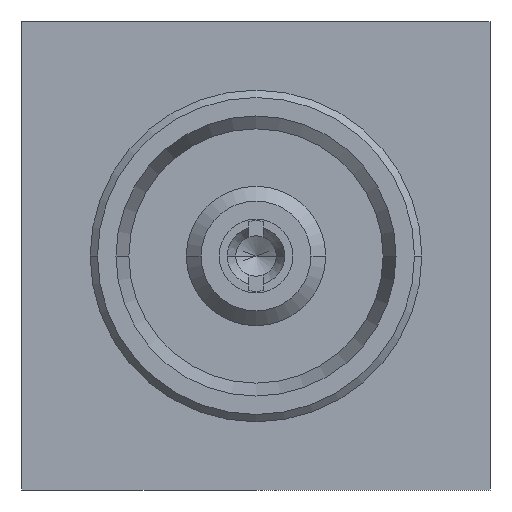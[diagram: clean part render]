
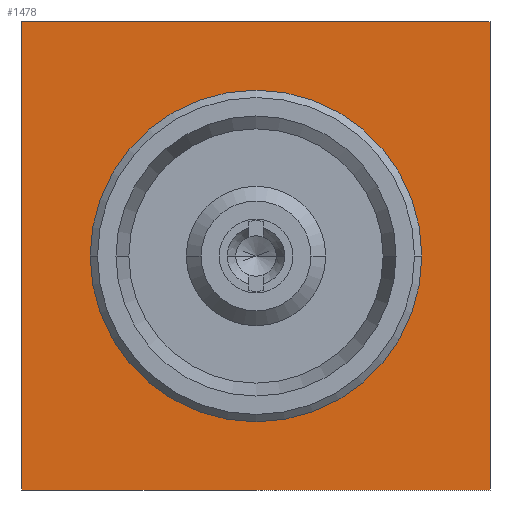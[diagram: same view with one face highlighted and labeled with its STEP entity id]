
A CAD part, left-side view. The second image highlights one B-rep face of the part: STEP entity #1478.
In plain terms, the highlighted planar face has unit normal (-1, 0, 0).
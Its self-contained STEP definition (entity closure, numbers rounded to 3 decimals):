
#240=DIRECTION('',(0.,-1.,0.));
#241=VECTOR('',#240,6.35);
#242=CARTESIAN_POINT('',(4.09,6.35,-6.35));
#243=LINE('',#242,#241);
#244=DIRECTION('',(0.,0.,-1.));
#245=VECTOR('',#244,6.35);
#246=CARTESIAN_POINT('',(4.09,6.35,0.));
#247=LINE('',#246,#245);
#248=DIRECTION('',(0.,1.,0.));
#249=VECTOR('',#248,6.35);
#250=CARTESIAN_POINT('',(4.09,0.,0.));
#251=LINE('',#250,#249);
#252=DIRECTION('',(0.,0.,1.));
#253=VECTOR('',#252,6.35);
#254=CARTESIAN_POINT('',(4.09,0.,-6.35));
#255=LINE('',#254,#253);
#256=CARTESIAN_POINT('',(4.09,3.175,-3.175));
#257=DIRECTION('',(1.,0.,0.));
#258=DIRECTION('',(0.,-1.,0.));
#259=AXIS2_PLACEMENT_3D('',#256,#257,#258);
#261=CARTESIAN_POINT('',(4.09,3.175,-3.175));
#262=DIRECTION('',(1.,0.,0.));
#263=DIRECTION('',(0.,1.,0.));
#264=AXIS2_PLACEMENT_3D('',#261,#262,#263);
#931=CARTESIAN_POINT('',(4.09,6.35,0.));
#932=VERTEX_POINT('',#931);
#933=CARTESIAN_POINT('',(4.09,0.,0.));
#934=VERTEX_POINT('',#933);
#977=CARTESIAN_POINT('',(4.09,6.35,-6.35));
#978=VERTEX_POINT('',#977);
#987=CARTESIAN_POINT('',(4.09,0.,-6.35));
#988=VERTEX_POINT('',#987);
#989=CARTESIAN_POINT('',(4.09,0.925,-3.175));
#990=CARTESIAN_POINT('',(4.09,5.425,-3.175));
#991=VERTEX_POINT('',#989);
#992=VERTEX_POINT('',#990);
#1459=CARTESIAN_POINT('',(4.09,3.175,-3.175));
#1460=DIRECTION('',(-1.,0.,0.));
#1461=DIRECTION('',(0.,1.,0.));
#1462=AXIS2_PLACEMENT_3D('',#1459,#1460,#1461);
#1463=PLANE('',#1462);
#1465=ORIENTED_EDGE('',*,*,#1464,.F.);
#1466=ORIENTED_EDGE('',*,*,#1356,.F.);
#1467=ORIENTED_EDGE('',*,*,#1299,.F.);
#1469=ORIENTED_EDGE('',*,*,#1468,.F.);
#1470=EDGE_LOOP('',(#1465,#1466,#1467,#1469));
#1471=FACE_OUTER_BOUND('',#1470,.F.);
#1473=ORIENTED_EDGE('',*,*,#1472,.F.);
#1475=ORIENTED_EDGE('',*,*,#1474,.F.);
#1476=EDGE_LOOP('',(#1473,#1475));
#1477=FACE_BOUND('',#1476,.F.);
#1478=ADVANCED_FACE('',(#1471,#1477),#1463,.T.);
#260=CIRCLE('',#259,2.25);
#265=CIRCLE('',#264,2.25);
#1299=EDGE_CURVE('',#934,#932,#251,.T.);
#1356=EDGE_CURVE('',#932,#978,#247,.T.);
#1464=EDGE_CURVE('',#978,#988,#243,.T.);
#1468=EDGE_CURVE('',#988,#934,#255,.T.);
#1472=EDGE_CURVE('',#991,#992,#260,.T.);
#1474=EDGE_CURVE('',#992,#991,#265,.T.);
